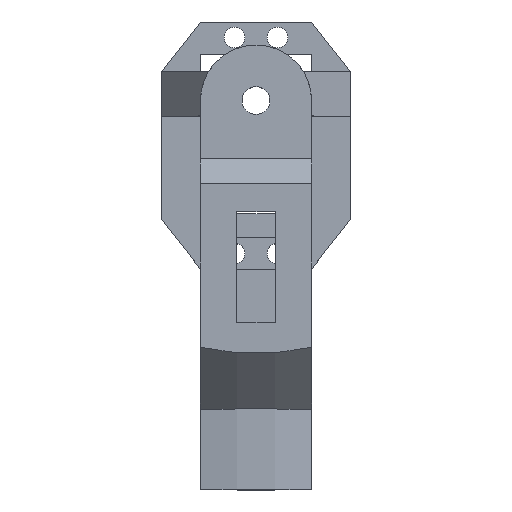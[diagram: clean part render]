
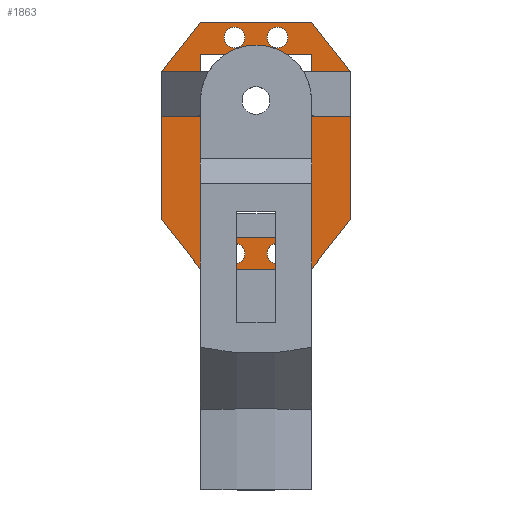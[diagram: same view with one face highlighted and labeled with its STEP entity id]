
A CAD part, top view. The second image highlights one B-rep face of the part: STEP entity #1863.
In plain terms, the highlighted planar face has unit normal (0, 0, 1).
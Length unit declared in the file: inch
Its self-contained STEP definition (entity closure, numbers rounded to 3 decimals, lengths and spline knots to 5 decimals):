
#54=FACE_BOUND('',#231,.T.);
#55=FACE_BOUND('',#232,.T.);
#56=FACE_BOUND('',#233,.T.);
#57=FACE_BOUND('',#234,.T.);
#81=CIRCLE('',#1984,0.0925);
#82=CIRCLE('',#1985,0.0925);
#83=CIRCLE('',#1986,0.0925);
#84=CIRCLE('',#1987,0.0925);
#132=FACE_OUTER_BOUND('',#230,.T.);
#230=EDGE_LOOP('',(#1469,#1470,#1471,#1472,#1473,#1474,#1475,#1476,#1477,
#1478,#1479,#1480,#1481,#1482,#1483,#1484,#1485,#1486,#1487,#1488,#1489));
#231=EDGE_LOOP('',(#1490));
#232=EDGE_LOOP('',(#1491));
#233=EDGE_LOOP('',(#1492));
#234=EDGE_LOOP('',(#1493));
#410=LINE('',#2872,#643);
#411=LINE('',#2874,#644);
#412=LINE('',#2876,#645);
#413=LINE('',#2878,#646);
#414=LINE('',#2880,#647);
#415=LINE('',#2882,#648);
#416=LINE('',#2884,#649);
#417=LINE('',#2886,#650);
#418=LINE('',#2888,#651);
#419=LINE('',#2890,#652);
#420=LINE('',#2892,#653);
#421=LINE('',#2894,#654);
#422=LINE('',#2896,#655);
#423=LINE('',#2898,#656);
#424=LINE('',#2900,#657);
#425=LINE('',#2902,#658);
#426=LINE('',#2904,#659);
#427=LINE('',#2906,#660);
#428=LINE('',#2908,#661);
#429=LINE('',#2910,#662);
#430=LINE('',#2911,#663);
#643=VECTOR('',#2282,0.3937);
#644=VECTOR('',#2283,0.3937);
#645=VECTOR('',#2284,0.3937);
#646=VECTOR('',#2285,0.3937);
#647=VECTOR('',#2286,0.3937);
#648=VECTOR('',#2287,0.3937);
#649=VECTOR('',#2288,0.3937);
#650=VECTOR('',#2289,0.3937);
#651=VECTOR('',#2290,0.3937);
#652=VECTOR('',#2291,0.3937);
#653=VECTOR('',#2292,0.3937);
#654=VECTOR('',#2293,0.3937);
#655=VECTOR('',#2294,0.3937);
#656=VECTOR('',#2295,0.3937);
#657=VECTOR('',#2296,0.3937);
#658=VECTOR('',#2297,0.3937);
#659=VECTOR('',#2298,0.3937);
#660=VECTOR('',#2299,0.3937);
#661=VECTOR('',#2300,0.3937);
#662=VECTOR('',#2301,0.3937);
#663=VECTOR('',#2302,0.3937);
#860=VERTEX_POINT('',#2870);
#861=VERTEX_POINT('',#2871);
#862=VERTEX_POINT('',#2873);
#863=VERTEX_POINT('',#2875);
#864=VERTEX_POINT('',#2877);
#865=VERTEX_POINT('',#2879);
#866=VERTEX_POINT('',#2881);
#867=VERTEX_POINT('',#2883);
#868=VERTEX_POINT('',#2885);
#869=VERTEX_POINT('',#2887);
#870=VERTEX_POINT('',#2889);
#871=VERTEX_POINT('',#2891);
#872=VERTEX_POINT('',#2893);
#873=VERTEX_POINT('',#2895);
#874=VERTEX_POINT('',#2897);
#875=VERTEX_POINT('',#2899);
#876=VERTEX_POINT('',#2901);
#877=VERTEX_POINT('',#2903);
#878=VERTEX_POINT('',#2905);
#879=VERTEX_POINT('',#2907);
#880=VERTEX_POINT('',#2909);
#881=VERTEX_POINT('',#2912);
#882=VERTEX_POINT('',#2914);
#883=VERTEX_POINT('',#2916);
#884=VERTEX_POINT('',#2918);
#1086=EDGE_CURVE('',#860,#861,#410,.T.);
#1087=EDGE_CURVE('',#861,#862,#411,.T.);
#1088=EDGE_CURVE('',#862,#863,#412,.T.);
#1089=EDGE_CURVE('',#863,#864,#413,.T.);
#1090=EDGE_CURVE('',#864,#865,#414,.T.);
#1091=EDGE_CURVE('',#865,#866,#415,.T.);
#1092=EDGE_CURVE('',#866,#867,#416,.T.);
#1093=EDGE_CURVE('',#867,#868,#417,.T.);
#1094=EDGE_CURVE('',#868,#869,#418,.T.);
#1095=EDGE_CURVE('',#869,#870,#419,.T.);
#1096=EDGE_CURVE('',#870,#871,#420,.T.);
#1097=EDGE_CURVE('',#871,#872,#421,.T.);
#1098=EDGE_CURVE('',#872,#873,#422,.T.);
#1099=EDGE_CURVE('',#873,#874,#423,.T.);
#1100=EDGE_CURVE('',#874,#875,#424,.T.);
#1101=EDGE_CURVE('',#875,#876,#425,.T.);
#1102=EDGE_CURVE('',#876,#877,#426,.T.);
#1103=EDGE_CURVE('',#877,#878,#427,.T.);
#1104=EDGE_CURVE('',#878,#879,#428,.T.);
#1105=EDGE_CURVE('',#879,#880,#429,.T.);
#1106=EDGE_CURVE('',#880,#860,#430,.T.);
#1107=EDGE_CURVE('',#881,#881,#81,.T.);
#1108=EDGE_CURVE('',#882,#882,#82,.T.);
#1109=EDGE_CURVE('',#883,#883,#83,.T.);
#1110=EDGE_CURVE('',#884,#884,#84,.T.);
#1469=ORIENTED_EDGE('',*,*,#1086,.T.);
#1470=ORIENTED_EDGE('',*,*,#1087,.T.);
#1471=ORIENTED_EDGE('',*,*,#1088,.T.);
#1472=ORIENTED_EDGE('',*,*,#1089,.T.);
#1473=ORIENTED_EDGE('',*,*,#1090,.T.);
#1474=ORIENTED_EDGE('',*,*,#1091,.T.);
#1475=ORIENTED_EDGE('',*,*,#1092,.T.);
#1476=ORIENTED_EDGE('',*,*,#1093,.T.);
#1477=ORIENTED_EDGE('',*,*,#1094,.T.);
#1478=ORIENTED_EDGE('',*,*,#1095,.T.);
#1479=ORIENTED_EDGE('',*,*,#1096,.T.);
#1480=ORIENTED_EDGE('',*,*,#1097,.T.);
#1481=ORIENTED_EDGE('',*,*,#1098,.T.);
#1482=ORIENTED_EDGE('',*,*,#1099,.T.);
#1483=ORIENTED_EDGE('',*,*,#1100,.T.);
#1484=ORIENTED_EDGE('',*,*,#1101,.T.);
#1485=ORIENTED_EDGE('',*,*,#1102,.T.);
#1486=ORIENTED_EDGE('',*,*,#1103,.T.);
#1487=ORIENTED_EDGE('',*,*,#1104,.T.);
#1488=ORIENTED_EDGE('',*,*,#1105,.T.);
#1489=ORIENTED_EDGE('',*,*,#1106,.T.);
#1490=ORIENTED_EDGE('',*,*,#1107,.T.);
#1491=ORIENTED_EDGE('',*,*,#1108,.T.);
#1492=ORIENTED_EDGE('',*,*,#1109,.T.);
#1493=ORIENTED_EDGE('',*,*,#1110,.T.);
#1777=PLANE('',#1983);
#1863=ADVANCED_FACE('',(#132,#54,#55,#56,#57),#1777,.T.);
#1983=AXIS2_PLACEMENT_3D('',#2869,#2280,#2281);
#1984=AXIS2_PLACEMENT_3D('',#2913,#2303,#2304);
#1985=AXIS2_PLACEMENT_3D('',#2915,#2305,#2306);
#1986=AXIS2_PLACEMENT_3D('',#2917,#2307,#2308);
#1987=AXIS2_PLACEMENT_3D('',#2919,#2309,#2310);
#2280=DIRECTION('center_axis',(0.,0.,1.));
#2281=DIRECTION('ref_axis',(1.,0.,0.));
#2282=DIRECTION('',(1.,0.,0.));
#2283=DIRECTION('',(-0.614,0.789,0.));
#2284=DIRECTION('',(-1.,0.,0.));
#2285=DIRECTION('',(-0.614,-0.789,0.));
#2286=DIRECTION('',(1.,0.,0.));
#2287=DIRECTION('',(0.,-1.,0.));
#2288=DIRECTION('',(-1.,0.,0.));
#2289=DIRECTION('',(0.,-1.,0.));
#2290=DIRECTION('',(0.614,-0.789,0.));
#2291=DIRECTION('',(0.,1.,0.));
#2292=DIRECTION('',(0.,1.,0.));
#2293=DIRECTION('',(0.,1.,0.));
#2294=DIRECTION('',(1.,0.,0.));
#2295=DIRECTION('',(0.,-1.,0.));
#2296=DIRECTION('',(-1.,0.,0.));
#2297=DIRECTION('',(0.,-1.,0.));
#2298=DIRECTION('',(1.,0.,0.));
#2299=DIRECTION('',(0.614,0.789,0.));
#2300=DIRECTION('',(0.,1.,0.));
#2301=DIRECTION('',(-1.,0.,0.));
#2302=DIRECTION('',(0.,1.,0.));
#2303=DIRECTION('center_axis',(0.,0.,-1.));
#2304=DIRECTION('ref_axis',(1.,0.,0.));
#2305=DIRECTION('center_axis',(0.,0.,-1.));
#2306=DIRECTION('ref_axis',(1.,0.,0.));
#2307=DIRECTION('center_axis',(0.,0.,-1.));
#2308=DIRECTION('ref_axis',(1.,0.,0.));
#2309=DIRECTION('center_axis',(0.,0.,-1.));
#2310=DIRECTION('ref_axis',(1.,0.,0.));
#2869=CARTESIAN_POINT('Origin',(0.25,3.57067,0.535));
#2870=CARTESIAN_POINT('',(0.6,3.26535,0.535));
#2871=CARTESIAN_POINT('',(0.85,3.26535,0.535));
#2872=CARTESIAN_POINT('',(0.4,3.26535,0.535));
#2873=CARTESIAN_POINT('',(0.5,3.71535,0.535));
#2874=CARTESIAN_POINT('',(0.5,3.71535,0.535));
#2875=CARTESIAN_POINT('',(-0.5,3.71535,0.535));
#2876=CARTESIAN_POINT('',(0.5,3.71535,0.535));
#2877=CARTESIAN_POINT('',(-0.85,3.26535,0.535));
#2878=CARTESIAN_POINT('',(-0.5,3.71535,0.535));
#2879=CARTESIAN_POINT('',(-0.6,3.26535,0.535));
#2880=CARTESIAN_POINT('',(-0.15,3.26535,0.535));
#2881=CARTESIAN_POINT('',(-0.6,2.86535,0.535));
#2882=CARTESIAN_POINT('',(-0.6,3.41801,0.535));
#2883=CARTESIAN_POINT('',(-0.85,2.86535,0.535));
#2884=CARTESIAN_POINT('',(-0.15,2.86535,0.535));
#2885=CARTESIAN_POINT('',(-0.85,1.93937,0.535));
#2886=CARTESIAN_POINT('',(-0.85,2.83937,0.535));
#2887=CARTESIAN_POINT('',(-0.5,1.48937,0.535));
#2888=CARTESIAN_POINT('',(-0.5,1.48937,0.535));
#2889=CARTESIAN_POINT('',(-0.5,2.8,0.535));
#2890=CARTESIAN_POINT('',(-0.5,2.8,0.535));
#2891=CARTESIAN_POINT('',(-0.5,2.83992,0.535));
#2892=CARTESIAN_POINT('',(-0.49999,3.18534,0.535));
#2893=CARTESIAN_POINT('',(-0.5,3.42598,0.535));
#2894=CARTESIAN_POINT('',(-0.5,1.48937,0.535));
#2895=CARTESIAN_POINT('',(0.5,3.42598,0.535));
#2896=CARTESIAN_POINT('',(0.5,3.42598,0.535));
#2897=CARTESIAN_POINT('',(0.5,1.77874,0.535));
#2898=CARTESIAN_POINT('',(0.5,3.2053,0.535));
#2899=CARTESIAN_POINT('',(-0.5,1.77874,0.535));
#2900=CARTESIAN_POINT('',(0.5,1.77874,0.535));
#2901=CARTESIAN_POINT('',(-0.5,1.48937,0.535));
#2902=CARTESIAN_POINT('',(-0.5,1.48937,0.535));
#2903=CARTESIAN_POINT('',(0.5,1.48937,0.535));
#2904=CARTESIAN_POINT('',(-0.5,1.48937,0.535));
#2905=CARTESIAN_POINT('',(0.85,1.93937,0.535));
#2906=CARTESIAN_POINT('',(0.5,1.48937,0.535));
#2907=CARTESIAN_POINT('',(0.85,2.86535,0.535));
#2908=CARTESIAN_POINT('',(0.85,2.83937,0.535));
#2909=CARTESIAN_POINT('',(0.6,2.86535,0.535));
#2910=CARTESIAN_POINT('',(0.4,2.86535,0.535));
#2911=CARTESIAN_POINT('',(0.6,3.41801,0.535));
#2912=CARTESIAN_POINT('',(0.1014,3.57524,0.535));
#2913=CARTESIAN_POINT('Origin',(0.1939,3.57524,0.535));
#2914=CARTESIAN_POINT('',(-0.2864,1.62948,0.535));
#2915=CARTESIAN_POINT('Origin',(-0.1939,1.62948,0.535));
#2916=CARTESIAN_POINT('',(0.1014,1.62948,0.535));
#2917=CARTESIAN_POINT('Origin',(0.1939,1.62948,0.535));
#2918=CARTESIAN_POINT('',(-0.2864,3.57524,0.535));
#2919=CARTESIAN_POINT('Origin',(-0.1939,3.57524,0.535));
